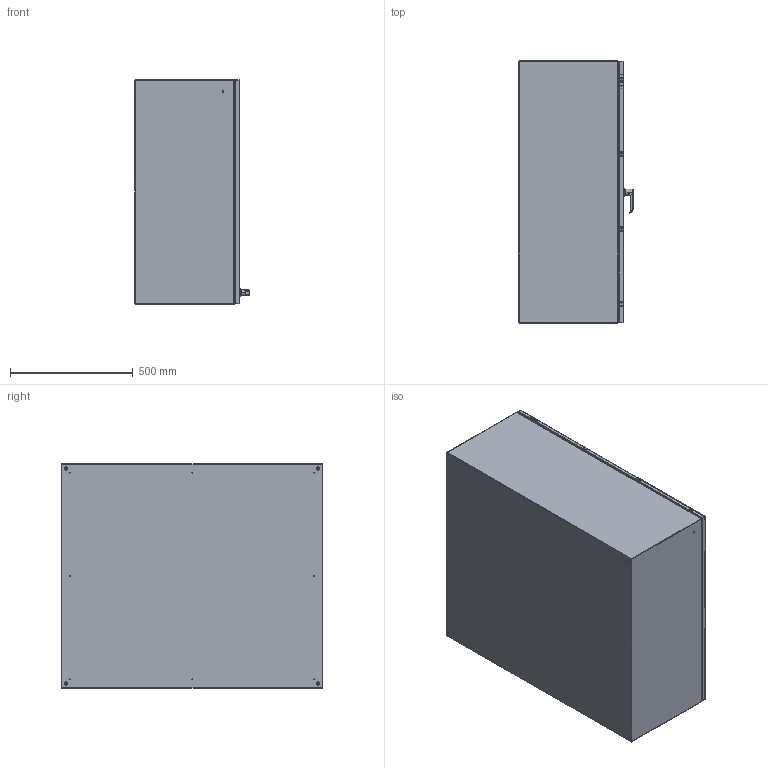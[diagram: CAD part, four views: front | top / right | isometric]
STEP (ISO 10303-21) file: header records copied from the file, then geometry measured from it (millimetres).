
FILE_DESCRIPTION (( 'STEP AP214' ), '1' );
FILE_NAME ('EN4SD423616GY.STEP', '2019-10-10T15:11:31', ( '' ), ( '' ), 'SwSTEP 2.0', 'SolidWorks 2018', '' );
FILE_SCHEMA (( 'AUTOMOTIVE_DESIGN' ));
Length unit declared in the file: inch
Products named in the file (1): EN4SD423616GY
Bounding box: 466.52 x 1066.8 x 914.4 mm (x, y, z)
Volume: 7420814.3 mm3; surface area: 8170414.8 mm2
Topology: 54 solids, 55 shells, 1479 faces, 3475 edges, 2152 vertices
Faces by surface type: plane 655, cylinder 554, bspline 217, cone 39, torus 14
Entity records: 99442 total; most frequent: CARTESIAN_POINT 46934, ORIENTED_EDGE 6906, DIRECTION 6445, EDGE_CURVE 3453, AXIS2_PLACEMENT_3D 2288, VERTEX_POINT 2152, VECTOR 1869, LINE 1869
